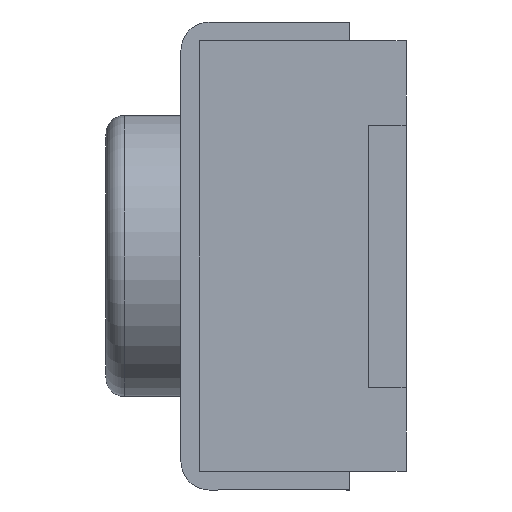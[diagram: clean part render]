
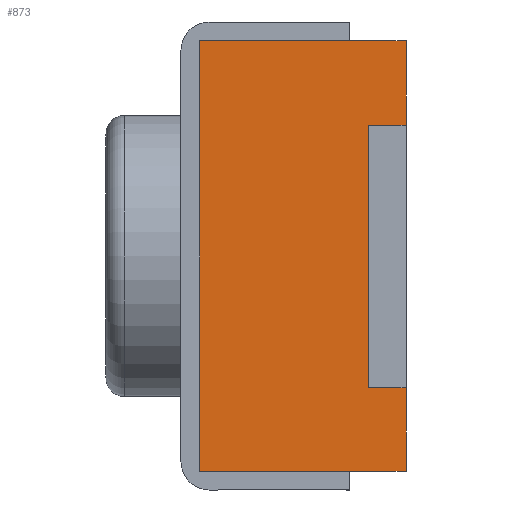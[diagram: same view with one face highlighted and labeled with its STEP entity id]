
A CAD part, left-side view. The second image highlights one B-rep face of the part: STEP entity #873.
In plain terms, the highlighted planar face has unit normal (-1, 0, 0).
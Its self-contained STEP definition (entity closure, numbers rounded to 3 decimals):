
#18 = ORIENTED_EDGE ( 'NONE', *, *, #1496, .F. ) ;
#83 = ORIENTED_EDGE ( 'NONE', *, *, #979, .F. ) ;
#141 = DIRECTION ( 'NONE',  ( 0., 0., 1. ) ) ;
#144 = LINE ( 'NONE', #480, #1630 ) ;
#161 = ORIENTED_EDGE ( 'NONE', *, *, #1467, .T. ) ;
#176 = VERTEX_POINT ( 'NONE', #1656 ) ;
#195 = CARTESIAN_POINT ( 'NONE',  ( -1.4, 0., 1.148 ) ) ;
#200 = VERTEX_POINT ( 'NONE', #849 ) ;
#202 = ORIENTED_EDGE ( 'NONE', *, *, #1143, .T. ) ;
#209 = ORIENTED_EDGE ( 'NONE', *, *, #1674, .T. ) ;
#223 = VERTEX_POINT ( 'NONE', #1547 ) ;
#249 = VECTOR ( 'NONE', #288, 1000. ) ;
#270 = LINE ( 'NONE', #1723, #413 ) ;
#276 = EDGE_CURVE ( 'NONE', #1585, #200, #605, .T. ) ;
#288 = DIRECTION ( 'NONE',  ( 0., -1., 0. ) ) ;
#291 = VECTOR ( 'NONE', #660, 1000. ) ;
#358 = DIRECTION ( 'NONE',  ( 0., 0., -1. ) ) ;
#400 = LINE ( 'NONE', #195, #1383 ) ;
#413 = VECTOR ( 'NONE', #1037, 1000. ) ;
#480 = CARTESIAN_POINT ( 'NONE',  ( -1.4, 0.2, -0.702 ) ) ;
#484 = CARTESIAN_POINT ( 'NONE',  ( -1.4, 0., -1.148 ) ) ;
#555 = VERTEX_POINT ( 'NONE', #956 ) ;
#575 = LINE ( 'NONE', #1653, #1607 ) ;
#605 = LINE ( 'NONE', #484, #1459 ) ;
#611 = CARTESIAN_POINT ( 'NONE',  ( -1.4, 1.1, 1.148 ) ) ;
#656 = DIRECTION ( 'NONE',  ( -1., 0., 0. ) ) ;
#660 = DIRECTION ( 'NONE',  ( 0., 0., 1. ) ) ;
#664 = CARTESIAN_POINT ( 'NONE',  ( -1.4, 0., 0. ) ) ;
#682 = DIRECTION ( 'NONE',  ( 0., -1., 0. ) ) ;
#704 = EDGE_LOOP ( 'NONE', ( #1231, #83, #18, #987, #209, #202, #1207, #161, #862, #799 ) ) ;
#714 = CARTESIAN_POINT ( 'NONE',  ( -1.4, 1.1, -1.148 ) ) ;
#716 = DIRECTION ( 'NONE',  ( 0., 1., 0. ) ) ;
#736 = EDGE_CURVE ( 'NONE', #1552, #1083, #575, .T. ) ;
#754 = CARTESIAN_POINT ( 'NONE',  ( -1.4, 1.1, 1.148 ) ) ;
#764 = VERTEX_POINT ( 'NONE', #754 ) ;
#787 = CARTESIAN_POINT ( 'NONE',  ( -1.4, 0.3, -1.148 ) ) ;
#799 = ORIENTED_EDGE ( 'NONE', *, *, #276, .T. ) ;
#849 = CARTESIAN_POINT ( 'NONE',  ( -1.4, 0., -1.148 ) ) ;
#862 = ORIENTED_EDGE ( 'NONE', *, *, #1081, .T. ) ;
#864 = EDGE_CURVE ( 'NONE', #223, #764, #270, .T. ) ;
#873 = ADVANCED_FACE ( 'NONE', ( #929 ), #1305, .T. ) ;
#877 = VECTOR ( 'NONE', #879, 1000. ) ;
#879 = DIRECTION ( 'NONE',  ( 0., 0., -1. ) ) ;
#905 = LINE ( 'NONE', #1205, #291 ) ;
#929 = FACE_OUTER_BOUND ( 'NONE', #704, .T. ) ;
#939 = CARTESIAN_POINT ( 'NONE',  ( -1.4, 0., -0.702 ) ) ;
#947 = LINE ( 'NONE', #714, #249 ) ;
#956 = CARTESIAN_POINT ( 'NONE',  ( -1.4, 0., 1.148 ) ) ;
#968 = CARTESIAN_POINT ( 'NONE',  ( -1.4, 0.2, -0.702 ) ) ;
#979 = EDGE_CURVE ( 'NONE', #999, #176, #1709, .T. ) ;
#987 = ORIENTED_EDGE ( 'NONE', *, *, #736, .F. ) ;
#999 = VERTEX_POINT ( 'NONE', #968 ) ;
#1037 = DIRECTION ( 'NONE',  ( 0., 1., 0. ) ) ;
#1038 = DIRECTION ( 'NONE',  ( 0., -1., 0. ) ) ;
#1081 = EDGE_CURVE ( 'NONE', #1226, #1585, #947, .T. ) ;
#1083 = VERTEX_POINT ( 'NONE', #1233 ) ;
#1143 = EDGE_CURVE ( 'NONE', #555, #223, #400, .T. ) ;
#1196 = CARTESIAN_POINT ( 'NONE',  ( -1.4, 0., 0.698 ) ) ;
#1205 = CARTESIAN_POINT ( 'NONE',  ( -1.4, 0., -1.148 ) ) ;
#1207 = ORIENTED_EDGE ( 'NONE', *, *, #864, .T. ) ;
#1226 = VERTEX_POINT ( 'NONE', #1527 ) ;
#1231 = ORIENTED_EDGE ( 'NONE', *, *, #1548, .T. ) ;
#1233 = CARTESIAN_POINT ( 'NONE',  ( -1.4, 0.2, 0.698 ) ) ;
#1262 = VECTOR ( 'NONE', #682, 1000. ) ;
#1286 = CARTESIAN_POINT ( 'NONE',  ( -1.4, 0., -1.148 ) ) ;
#1305 = PLANE ( 'NONE',  #1560 ) ;
#1362 = LINE ( 'NONE', #1286, #1584 ) ;
#1383 = VECTOR ( 'NONE', #716, 1000. ) ;
#1421 = DIRECTION ( 'NONE',  ( 0., 0., 1. ) ) ;
#1459 = VECTOR ( 'NONE', #1038, 1000. ) ;
#1467 = EDGE_CURVE ( 'NONE', #764, #1226, #1649, .T. ) ;
#1496 = EDGE_CURVE ( 'NONE', #1083, #999, #144, .T. ) ;
#1527 = CARTESIAN_POINT ( 'NONE',  ( -1.4, 1.1, -1.148 ) ) ;
#1547 = CARTESIAN_POINT ( 'NONE',  ( -1.4, 0.3, 1.148 ) ) ;
#1548 = EDGE_CURVE ( 'NONE', #200, #176, #1362, .T. ) ;
#1552 = VERTEX_POINT ( 'NONE', #1196 ) ;
#1560 = AXIS2_PLACEMENT_3D ( 'NONE', #664, #656, #141 ) ;
#1584 = VECTOR ( 'NONE', #1421, 1000. ) ;
#1585 = VERTEX_POINT ( 'NONE', #787 ) ;
#1607 = VECTOR ( 'NONE', #1634, 1000. ) ;
#1630 = VECTOR ( 'NONE', #358, 1000. ) ;
#1634 = DIRECTION ( 'NONE',  ( 0., 1., 0. ) ) ;
#1649 = LINE ( 'NONE', #611, #877 ) ;
#1653 = CARTESIAN_POINT ( 'NONE',  ( -1.4, 0., 0.698 ) ) ;
#1656 = CARTESIAN_POINT ( 'NONE',  ( -1.4, 0., -0.702 ) ) ;
#1674 = EDGE_CURVE ( 'NONE', #1552, #555, #905, .T. ) ;
#1709 = LINE ( 'NONE', #939, #1262 ) ;
#1723 = CARTESIAN_POINT ( 'NONE',  ( -1.4, 0., 1.148 ) ) ;
